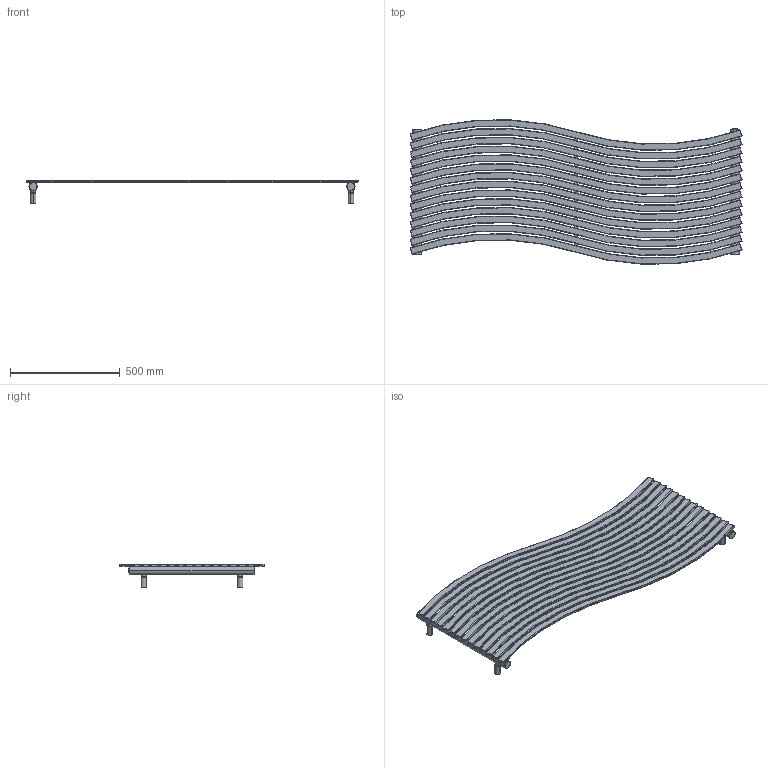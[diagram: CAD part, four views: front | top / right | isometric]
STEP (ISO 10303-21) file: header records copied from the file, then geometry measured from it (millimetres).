
FILE_DESCRIPTION((''),'2;1');
FILE_NAME('3551740000004_X_3D_ASM','2022-03-11T15:44:24',('pc104'),(''),'CREO PARAMETRIC BY PTC INC, 2019080','CREO PARAMETRIC BY PTC INC, 2019080','');
FILE_SCHEMA(('AUTOMOTIVE_DESIGN { 1 0 10303 214 1 1 1 1 }'));
Length unit declared in the file: millimetre
Products named in the file (3): LOLA_1500_600_X_MOD_3D; 1041001240010; 3551740000004_X_3D_ASM
Assembly tree (2 placements, depth 2):
  3551740000004_X_3D_ASM
    LOLA_1500_600_X_MOD_3D
    1041001240010
Bounding box: 1514.83 x 658.83 x 108 mm (x, y, z)
Volume: 7799858.3 mm3; surface area: 1826631.3 mm2
Topology: 5 solids, 5 shells, 591 faces, 1345 edges, 775 vertices
Faces by surface type: cylinder 204, torus 140, plane 129, bspline 112, cone 6
Entity records: 29714 total; most frequent: CARTESIAN_POINT 10372, DIRECTION 3110, ORIENTED_EDGE 2682, PRESENTATION_STYLE_ASSIGNMENT 1372, STYLED_ITEM 1368, CURVE_STYLE 1363, EDGE_CURVE 1341, AXIS2_PLACEMENT_3D 1340
